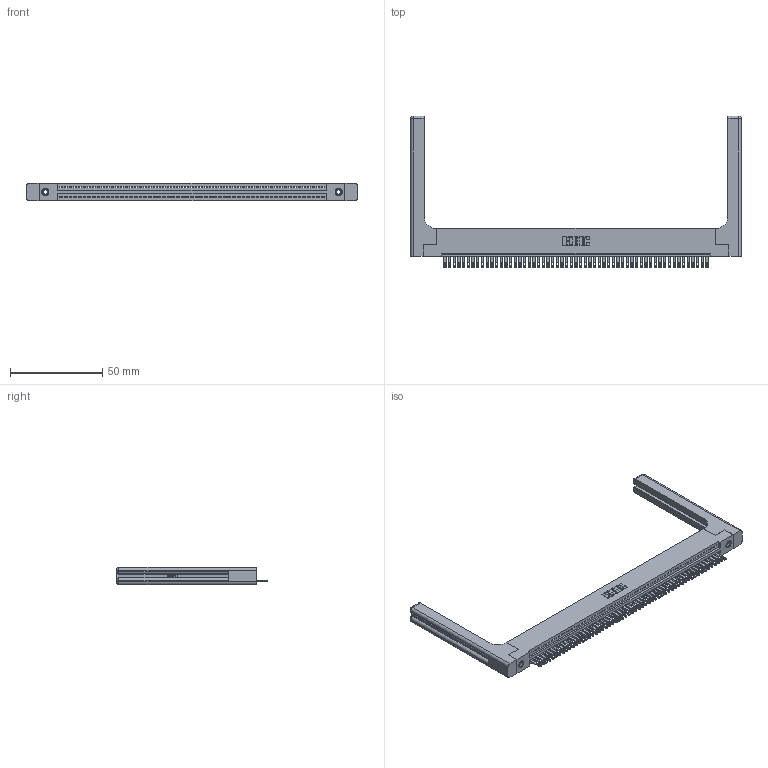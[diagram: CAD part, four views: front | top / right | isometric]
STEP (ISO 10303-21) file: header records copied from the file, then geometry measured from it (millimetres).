
FILE_DESCRIPTION (( 'STEP AP203' ), '1' );
FILE_NAME ('345-057-500-158.STEP', '2019-10-10T12:19:57', ( '' ), ( '' ), 'SwSTEP 2.0', 'SolidWorks 2016', '' );
FILE_SCHEMA (( 'CONFIG_CONTROL_DESIGN' ));
Length unit declared in the file: inch
Products named in the file (5): 345-250-001_345-250-001-102; 345 Part_Flush Mounting Lugs - 0.156 Dia-TH; 345-292-001_345-293-100; 345-220-058_345-220-058; 345-057-500-158
Assembly tree (62 placements, depth 2):
  345-057-500-158
    345 Part_Flush Mounting Lugs - 0.156 Dia-TH
    345-292-001_345-293-100  x57
    345-250-001_345-250-001-102  x2
    345-220-058_345-220-058  x2
Bounding box: 179.81 x 82.47 x 9.4 mm (x, y, z)
Volume: 25741.3 mm3; surface area: 28543 mm2
Topology: 62 solids, 62 shells, 3460 faces, 10583 edges, 7034 vertices
Faces by surface type: plane 2166, cylinder 1234, bspline 36, cone 12, sphere 8, torus 4
Entity records: 45992 total; most frequent: CARTESIAN_POINT 8936, ORIENTED_EDGE 7724, DIRECTION 6732, EDGE_CURVE 3862, VECTOR 3406, LINE 3406, VERTEX_POINT 2566, AXIS2_PLACEMENT_3D 1663
